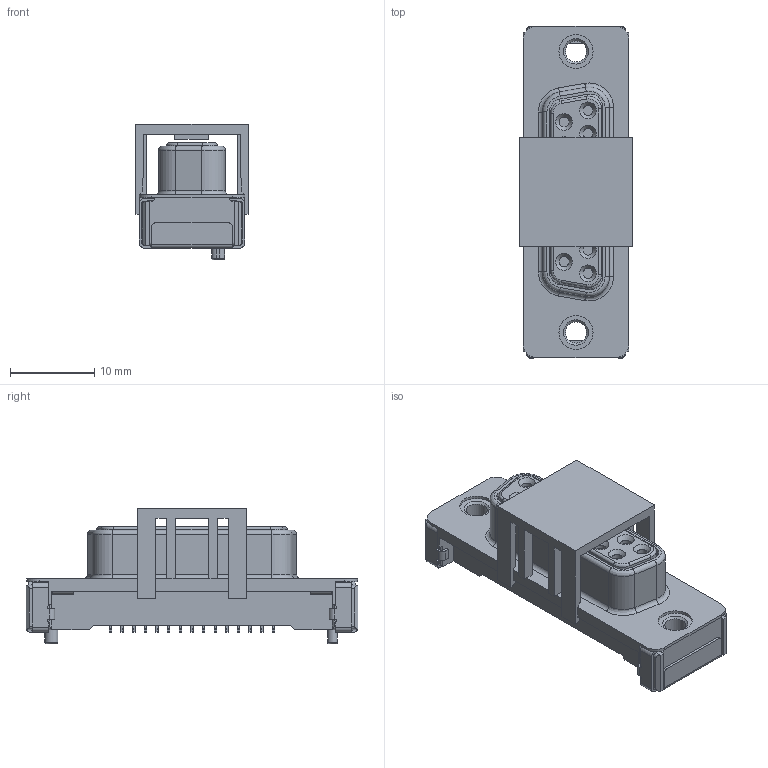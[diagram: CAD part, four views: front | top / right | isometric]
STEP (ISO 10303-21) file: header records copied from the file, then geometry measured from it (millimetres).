
FILE_DESCRIPTION(/* description */ (''),/* implementation_level */ '2;1');
FILE_NAME(/* name */ '100618067ugm000_a.stp',/* time_stamp */ '2015-04-07T09:01:09+02:00',/* author */ (''),/* organization */ (''),/* preprocessor_version */ 'ST-DEVELOPER v15',/* originating_system */ 'SIEMENS PLM Software NX 8.5',/* authorisation */ '');
FILE_SCHEMA (('AUTOMOTIVE_DESIGN { 1 0 10303 214 3 1 1 1 }'));
Length unit declared in the file: millimetre
Products named in the file (1): 100618067ugm000_a
Bounding box: 13.3 x 39.35 x 16.1 mm (x, y, z)
Volume: 3348.8 mm3; surface area: 4532.2 mm2
Topology: 1 solids, 33 shells, 1383 faces, 3670 edges, 2397 vertices
Faces by surface type: plane 972, cylinder 361, bspline 31, cone 19
Full cylindrical faces by diameter (mm): 1.2 x15, 1.55 x1, 2.5 x2, 3.2 x2, 4.05 x2
Entity records: 52798 total; most frequent: CARTESIAN_POINT 8611, ORIENTED_EDGE 7252, DIRECTION 7024, EDGE_CURVE 3626, LINE 2800, VECTOR 2800, VERTEX_POINT 2394, AXIS2_PLACEMENT_3D 2112
